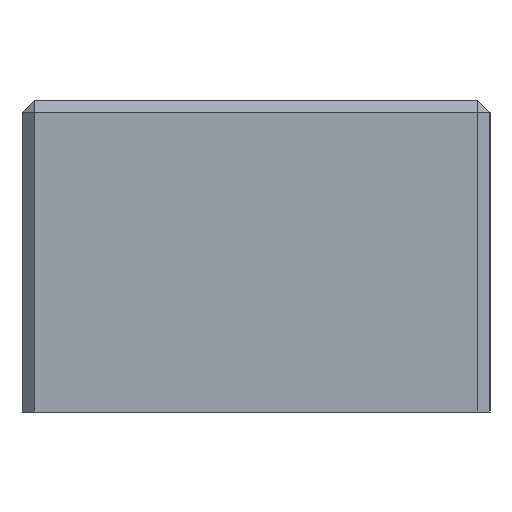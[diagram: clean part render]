
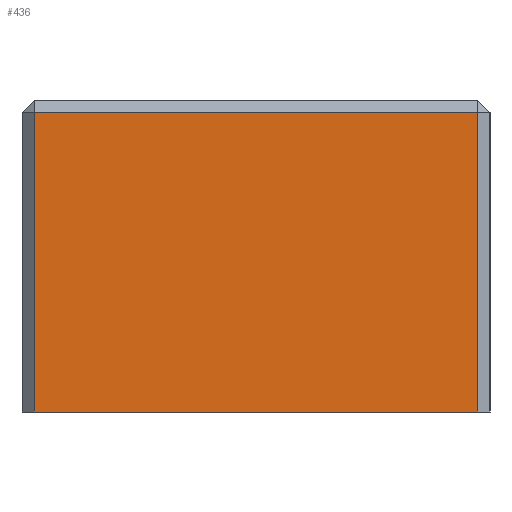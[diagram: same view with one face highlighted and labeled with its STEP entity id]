
A CAD part, left-side view. The second image highlights one B-rep face of the part: STEP entity #436.
In plain terms, the highlighted planar face has unit normal (-1, 0, 0).
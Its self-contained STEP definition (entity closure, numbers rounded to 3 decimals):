
#79 = VERTEX_POINT('',#80);
#80 = CARTESIAN_POINT('',(0.,1.,1.5));
#86 = EDGE_CURVE('',#87,#79,#89,.T.);
#87 = VERTEX_POINT('',#88);
#88 = CARTESIAN_POINT('',(0.,36.5,1.5));
#89 = LINE('',#90,#91);
#90 = CARTESIAN_POINT('',(0.,37.5,1.5));
#91 = VECTOR('',#92,1.);
#92 = DIRECTION('',(0.,-1.,0.));
#395 = VERTEX_POINT('',#396);
#396 = CARTESIAN_POINT('',(0.,1.,25.5));
#402 = EDGE_CURVE('',#79,#395,#403,.T.);
#403 = LINE('',#404,#405);
#404 = CARTESIAN_POINT('',(0.,1.,1.5));
#405 = VECTOR('',#406,1.);
#406 = DIRECTION('',(0.,0.,1.));
#419 = VERTEX_POINT('',#420);
#420 = CARTESIAN_POINT('',(0.,36.5,25.5));
#426 = EDGE_CURVE('',#87,#419,#427,.T.);
#427 = LINE('',#428,#429);
#428 = CARTESIAN_POINT('',(0.,36.5,1.5));
#429 = VECTOR('',#430,1.);
#430 = DIRECTION('',(0.,0.,1.));
#436 = ADVANCED_FACE('',(#437),#448,.T.);
#437 = FACE_BOUND('',#438,.T.);
#438 = EDGE_LOOP('',(#439,#440,#441,#447));
#439 = ORIENTED_EDGE('',*,*,#86,.T.);
#440 = ORIENTED_EDGE('',*,*,#402,.T.);
#441 = ORIENTED_EDGE('',*,*,#442,.F.);
#442 = EDGE_CURVE('',#419,#395,#443,.T.);
#443 = LINE('',#444,#445);
#444 = CARTESIAN_POINT('',(0.,37.5,25.5));
#445 = VECTOR('',#446,1.);
#446 = DIRECTION('',(0.,-1.,0.));
#447 = ORIENTED_EDGE('',*,*,#426,.F.);
#448 = PLANE('',#449);
#449 = AXIS2_PLACEMENT_3D('',#450,#451,#452);
#450 = CARTESIAN_POINT('',(0.,18.75,14.));
#451 = DIRECTION('',(-1.,-0.,-0.));
#452 = DIRECTION('',(0.,0.,-1.));
